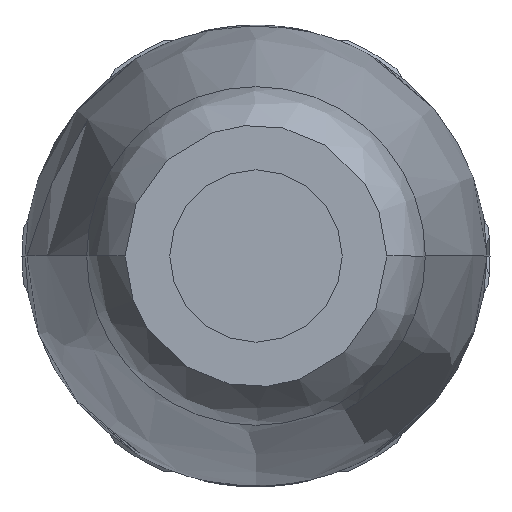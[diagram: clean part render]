
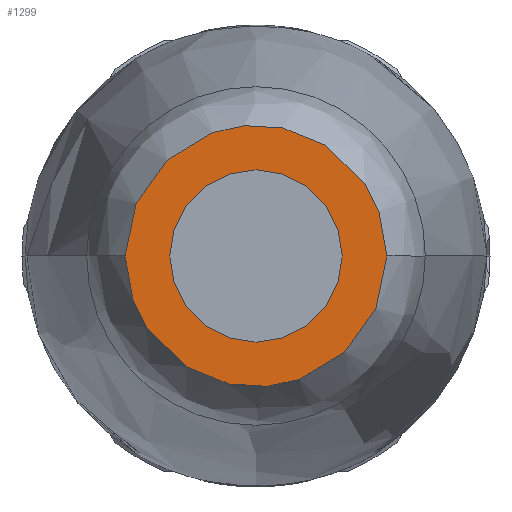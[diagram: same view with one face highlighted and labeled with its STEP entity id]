
A CAD part, front view. The second image highlights one B-rep face of the part: STEP entity #1299.
In plain terms, the highlighted planar face has unit normal (0, -1, 0).
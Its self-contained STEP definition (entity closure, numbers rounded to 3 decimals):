
#95=B_SPLINE_CURVE_WITH_KNOTS('',3,(#8396,#8397,#8398,#8399,#8400,#8401,
#8402,#8403,#8404,#8405),.UNSPECIFIED.,.F.,.F.,(4,2,2,2,4),(0.,0.25,0.5,
0.75,1.),.UNSPECIFIED.);
#660=B_SPLINE_CURVE_WITH_KNOTS('',3,(#17285,#17286,#17287,#17288,#17289,
#17290,#17291,#17292,#17293,#17294),.UNSPECIFIED.,.F.,.F.,(4,2,2,2,4),(0.,
0.25,0.5,0.75,1.),.UNSPECIFIED.);
#869=PLANE('',#7002);
#929=FACE_BOUND('',#2186,.T.);
#930=FACE_BOUND('',#2187,.T.);
#1299=ADVANCED_FACE('',(#929,#930),#869,.F.);
#2186=EDGE_LOOP('',(#4357,#4358));
#2187=EDGE_LOOP('',(#4359,#4360));
#2390=CIRCLE('',#6999,2.8);
#2391=CIRCLE('',#7001,2.8);
#4357=ORIENTED_EDGE('',*,*,#6001,.T.);
#4358=ORIENTED_EDGE('',*,*,#6003,.T.);
#4359=ORIENTED_EDGE('',*,*,#5043,.T.);
#4360=ORIENTED_EDGE('',*,*,#5998,.T.);
#4381=VERTEX_POINT('',#8391);
#4383=VERTEX_POINT('',#8395);
#5016=VERTEX_POINT('',#17327);
#5017=VERTEX_POINT('',#17329);
#5043=EDGE_CURVE('',#4381,#4383,#95,.T.);
#5998=EDGE_CURVE('',#4383,#4381,#660,.T.);
#6001=EDGE_CURVE('',#5017,#5016,#2390,.T.);
#6003=EDGE_CURVE('',#5016,#5017,#2391,.T.);
#6999=AXIS2_PLACEMENT_3D('',#17328,#8327,#8328);
#7001=AXIS2_PLACEMENT_3D('',#17332,#8332,#8333);
#7002=AXIS2_PLACEMENT_3D('',#17333,#8334,#8335);
#8327=DIRECTION('',(0.,1.,0.));
#8328=DIRECTION('',(-1.,0.,0.));
#8332=DIRECTION('',(0.,1.,0.));
#8333=DIRECTION('',(1.,0.,0.));
#8334=DIRECTION('',(0.,1.,0.));
#8335=DIRECTION('',(1.,0.,0.));
#8391=CARTESIAN_POINT('',(4.25,-34.,0.));
#8395=CARTESIAN_POINT('',(-4.25,-34.,0.));
#8396=CARTESIAN_POINT('',(4.25,-34.,0.));
#8397=CARTESIAN_POINT('',(4.25,-34.,1.115));
#8398=CARTESIAN_POINT('',(3.795,-34.,2.215));
#8399=CARTESIAN_POINT('',(2.215,-34.,3.796));
#8400=CARTESIAN_POINT('',(1.118,-34.,4.25));
#8401=CARTESIAN_POINT('',(-1.118,-34.,4.25));
#8402=CARTESIAN_POINT('',(-2.215,-34.,3.795));
#8403=CARTESIAN_POINT('',(-3.796,-34.,2.215));
#8404=CARTESIAN_POINT('',(-4.25,-34.,1.117));
#8405=CARTESIAN_POINT('',(-4.25,-34.,0.));
#17285=CARTESIAN_POINT('',(-4.25,-34.,0.));
#17286=CARTESIAN_POINT('',(-4.25,-34.,-1.116));
#17287=CARTESIAN_POINT('',(-3.795,-34.,-2.215));
#17288=CARTESIAN_POINT('',(-2.215,-34.,-3.796));
#17289=CARTESIAN_POINT('',(-1.118,-34.,-4.25));
#17290=CARTESIAN_POINT('',(1.118,-34.,-4.25));
#17291=CARTESIAN_POINT('',(2.215,-34.,-3.795));
#17292=CARTESIAN_POINT('',(3.796,-34.,-2.215));
#17293=CARTESIAN_POINT('',(4.25,-34.,-1.117));
#17294=CARTESIAN_POINT('',(4.25,-34.,0.));
#17327=CARTESIAN_POINT('',(2.8,-34.,0.));
#17328=CARTESIAN_POINT('',(0.,-34.,0.));
#17329=CARTESIAN_POINT('',(-2.8,-34.,0.));
#17332=CARTESIAN_POINT('',(0.,-34.,0.));
#17333=CARTESIAN_POINT('',(0.,-34.,0.));
